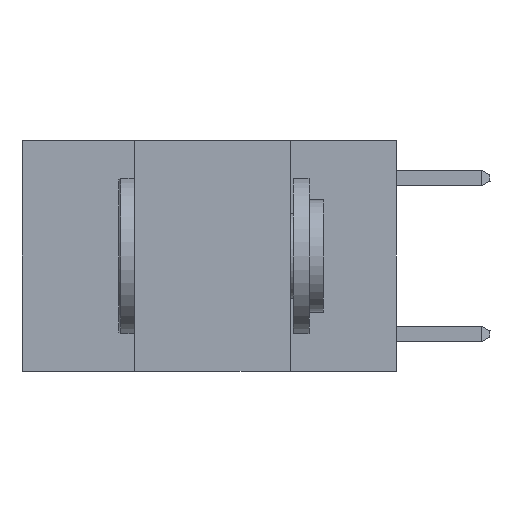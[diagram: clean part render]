
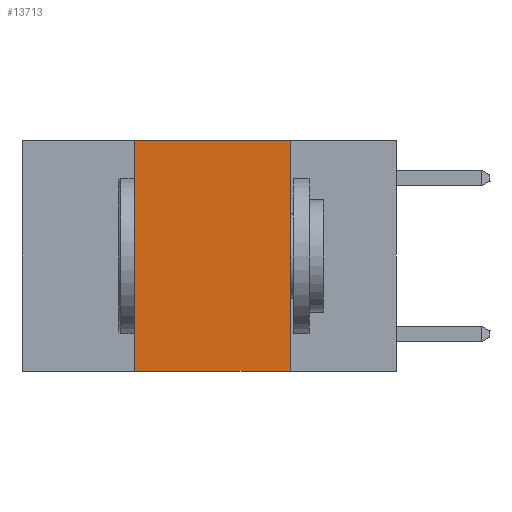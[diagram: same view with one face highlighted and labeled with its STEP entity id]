
A CAD part, left-side view. The second image highlights one B-rep face of the part: STEP entity #13713.
In plain terms, the highlighted planar face has unit normal (-1, 0, 0).
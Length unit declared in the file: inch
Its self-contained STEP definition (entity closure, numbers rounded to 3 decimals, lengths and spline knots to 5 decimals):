
#308 = DIRECTION ( 'NONE',  ( 0., -1., 0. ) ) ;
#712 = DIRECTION ( 'NONE',  ( 1., 0., 0. ) ) ;
#1104 = DIRECTION ( 'NONE',  ( 0., -1., 0. ) ) ;
#1290 = CARTESIAN_POINT ( 'NONE',  ( 0., 0.6, 0. ) ) ;
#1781 = EDGE_CURVE ( 'NONE', #19557, #9187, #7938, .T. ) ;
#2592 = ORIENTED_EDGE ( 'NONE', *, *, #8797, .T. ) ;
#3128 = VECTOR ( 'NONE', #3703, 39.37008 ) ;
#3647 = CARTESIAN_POINT ( 'NONE',  ( 0., 0.17, 0. ) ) ;
#3703 = DIRECTION ( 'NONE',  ( 0., 0., -1. ) ) ;
#6385 = EDGE_CURVE ( 'NONE', #13983, #19557, #6999, .T. ) ;
#6999 = LINE ( 'NONE', #20208, #27074 ) ;
#7938 = LINE ( 'NONE', #27517, #3128 ) ;
#8228 = LINE ( 'NONE', #23619, #20304 ) ;
#8264 = EDGE_LOOP ( 'NONE', ( #22276, #17413, #20421, #2592 ) ) ;
#8797 = EDGE_CURVE ( 'NONE', #20592, #9187, #8228, .T. ) ;
#9187 = VERTEX_POINT ( 'NONE', #16628 ) ;
#11263 = CARTESIAN_POINT ( 'NONE',  ( 0., 0.42, 0. ) ) ;
#12063 = DIRECTION ( 'NONE',  ( 0., 0., -1. ) ) ;
#12241 = DIRECTION ( 'NONE',  ( 0., 0., 1. ) ) ;
#13078 = CARTESIAN_POINT ( 'NONE',  ( 0., 0.42, 0. ) ) ;
#13713 = ADVANCED_FACE ( 'NONE', ( #16698 ), #22932, .F. ) ;
#13983 = VERTEX_POINT ( 'NONE', #13078 ) ;
#15608 = LINE ( 'NONE', #11263, #27189 ) ;
#16628 = CARTESIAN_POINT ( 'NONE',  ( 0., 0.17, -0.37 ) ) ;
#16698 = FACE_OUTER_BOUND ( 'NONE', #8264, .T. ) ;
#17413 = ORIENTED_EDGE ( 'NONE', *, *, #6385, .F. ) ;
#19495 = AXIS2_PLACEMENT_3D ( 'NONE', #1290, #712, #12063 ) ;
#19557 = VERTEX_POINT ( 'NONE', #3647 ) ;
#20208 = CARTESIAN_POINT ( 'NONE',  ( 0., 0.6, 0. ) ) ;
#20304 = VECTOR ( 'NONE', #1104, 39.37008 ) ;
#20421 = ORIENTED_EDGE ( 'NONE', *, *, #28102, .F. ) ;
#20592 = VERTEX_POINT ( 'NONE', #24590 ) ;
#22276 = ORIENTED_EDGE ( 'NONE', *, *, #1781, .F. ) ;
#22932 = PLANE ( 'NONE',  #19495 ) ;
#23619 = CARTESIAN_POINT ( 'NONE',  ( 0., 0.6, -0.37 ) ) ;
#24590 = CARTESIAN_POINT ( 'NONE',  ( 0., 0.42, -0.37 ) ) ;
#27074 = VECTOR ( 'NONE', #308, 39.37008 ) ;
#27189 = VECTOR ( 'NONE', #12241, 39.37008 ) ;
#27517 = CARTESIAN_POINT ( 'NONE',  ( 0., 0.17, 0. ) ) ;
#28102 = EDGE_CURVE ( 'NONE', #20592, #13983, #15608, .T. ) ;
